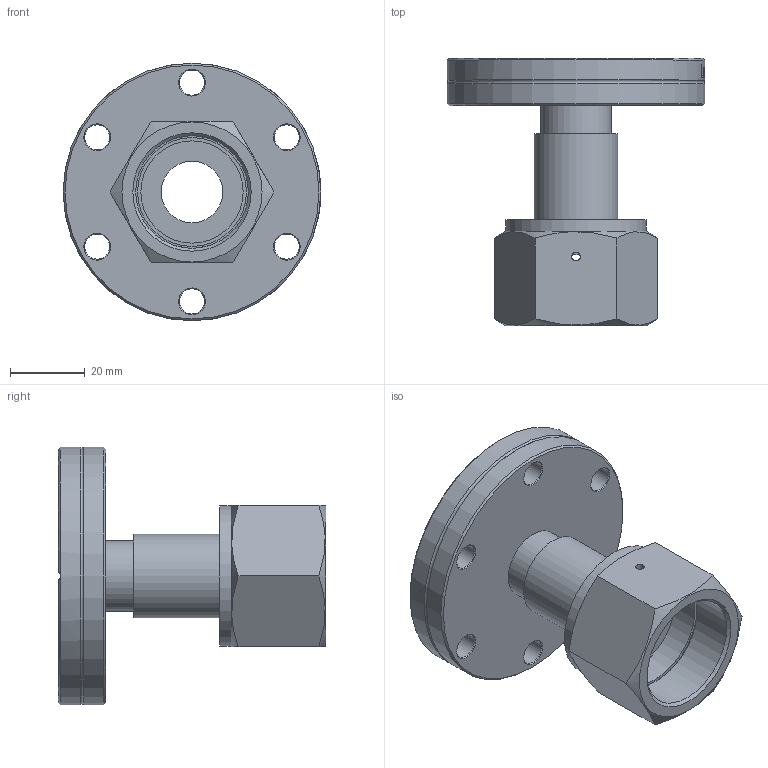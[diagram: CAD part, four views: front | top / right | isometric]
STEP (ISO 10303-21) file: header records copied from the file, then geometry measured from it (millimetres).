
FILE_DESCRIPTION(/* description */ (''),/* implementation_level */ '2;1');
FILE_NAME(/* name */ 'FL-VCRF75-40CF.stp',/* time_stamp */ '2019-03-08T14:03:10+00:00',/* author */ ('paul'),/* organization */ (''),/* preprocessor_version */ 'ST-DEVELOPER v17.2',/* originating_system */ 'Autodesk Inventor 2019',/* authorisation */ '');
FILE_SCHEMA (('AUTOMOTIVE_DESIGN { 1 0 10303 214 3 1 1 }'));
Length unit declared in the file: millimetre
Products named in the file (6): FL-VCR25-16CF; FL-40CF; 6LV-12-VCR-3-12TB7-SwagelokCompany-03-04-2019; RM-SS-12-VCR-1; RM-SS-12-VCR-1-PART1; PRODUCT_NAME_2
Assembly tree (5 placements, depth 3):
  FL-VCR25-16CF
    FL-40CF
    6LV-12-VCR-3-12TB7-SwagelokCompany-03-04-2019
    RM-SS-12-VCR-1
      RM-SS-12-VCR-1-PART1
      PRODUCT_NAME_2
Bounding box: 69.1 x 71.78 x 69.1 mm (x, y, z)
Volume: 64412.4 mm3; surface area: 29493.8 mm2
Topology: 4 solids, 4 shells, 159 faces, 414 edges, 273 vertices
Faces by surface type: plane 61, bspline 41, cylinder 33, cone 23, torus 1
Full cylindrical faces by diameter (mm): 2.286 x2, 6.7 x6, 16.51 x1, 18.999 x2, 22.352 x1, 22.606 x1, 27.432 x1, 29.21 x1, 30.223 x2, 30.226 x1, 31.75 x1, 37.592 x1, 48.26 x1, 69.1 x2
Entity records: 6679 total; most frequent: CARTESIAN_POINT 2675, ORIENTED_EDGE 828, DIRECTION 708, EDGE_CURVE 414, VERTEX_POINT 273, AXIS2_PLACEMENT_3D 273, EDGE_LOOP 193, LINE 162
